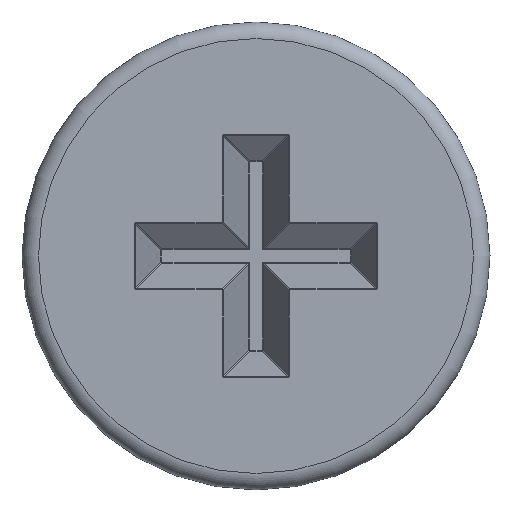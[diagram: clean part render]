
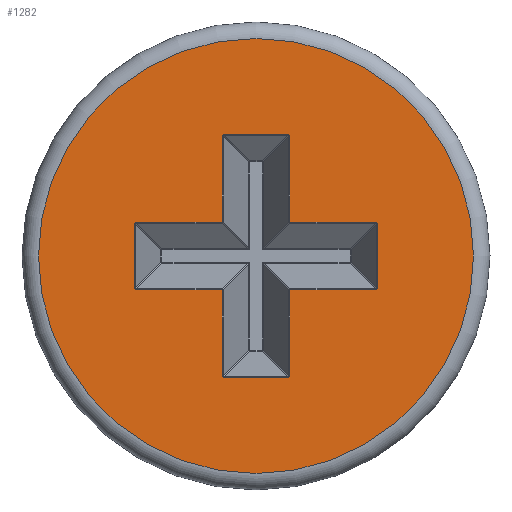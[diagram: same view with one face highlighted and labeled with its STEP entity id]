
A CAD part, front view. The second image highlights one B-rep face of the part: STEP entity #1282.
In plain terms, the highlighted planar face has unit normal (0, -1, 0).
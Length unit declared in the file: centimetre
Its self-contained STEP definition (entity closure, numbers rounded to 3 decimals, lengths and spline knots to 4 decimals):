
#122=PLANE('',#1807);
#132=VECTOR('',#1342,1.);
#134=VECTOR('',#1378,1.);
#136=VECTOR('',#1414,1.);
#138=VECTOR('',#1450,1.);
#140=VECTOR('',#1486,1.);
#142=VECTOR('',#1514,1.);
#146=VECTOR('',#1522,1.);
#148=VECTOR('',#1526,1.);
#160=VECTOR('',#1550,1.);
#170=VECTOR('',#1570,1.);
#180=VECTOR('',#1590,1.);
#190=VECTOR('',#1610,1.);
#206=LINE('',#1983,#132);
#208=LINE('',#2197,#134);
#210=LINE('',#2289,#136);
#212=LINE('',#2442,#138);
#214=LINE('',#2656,#140);
#216=LINE('',#2741,#142);
#220=LINE('',#2747,#146);
#222=LINE('',#2750,#148);
#234=LINE('',#2768,#160);
#244=LINE('',#2783,#170);
#254=LINE('',#2798,#180);
#264=LINE('',#2813,#190);
#320=ELLIPSE('',#1679,0.0057,0.0051);
#322=ELLIPSE('',#1696,0.0057,0.0051);
#326=ELLIPSE('',#1704,0.0057,0.0051);
#328=ELLIPSE('',#1721,0.0057,0.0051);
#332=ELLIPSE('',#1730,0.0057,0.0051);
#334=ELLIPSE('',#1747,0.0057,0.0051);
#338=ELLIPSE('',#1755,0.0057,0.0051);
#339=ELLIPSE('',#1766,0.0057,0.0051);
#366=VERTEX_POINT('',#1964);
#367=VERTEX_POINT('',#1966);
#373=VERTEX_POINT('',#1980);
#379=VERTEX_POINT('',#2056);
#380=VERTEX_POINT('',#2058);
#387=VERTEX_POINT('',#2192);
#388=VERTEX_POINT('',#2194);
#394=VERTEX_POINT('',#2211);
#400=VERTEX_POINT('',#2284);
#401=VERTEX_POINT('',#2286);
#408=VERTEX_POINT('',#2423);
#409=VERTEX_POINT('',#2425);
#415=VERTEX_POINT('',#2439);
#421=VERTEX_POINT('',#2515);
#422=VERTEX_POINT('',#2517);
#429=VERTEX_POINT('',#2651);
#430=VERTEX_POINT('',#2653);
#436=VERTEX_POINT('',#2670);
#437=VERTEX_POINT('',#2733);
#438=VERTEX_POINT('',#2734);
#441=VERTEX_POINT('',#2841);
#513=CIRCLE('',#1808,0.5028);
#527=EDGE_CURVE('',#366,#367,#320,.T.);
#535=EDGE_CURVE('',#367,#373,#206,.T.);
#542=EDGE_CURVE('',#379,#380,#322,.T.);
#550=EDGE_CURVE('',#387,#388,#326,.T.);
#552=EDGE_CURVE('',#373,#387,#208,.T.);
#565=EDGE_CURVE('',#400,#401,#328,.T.);
#567=EDGE_CURVE('',#388,#400,#210,.T.);
#575=EDGE_CURVE('',#408,#409,#332,.T.);
#583=EDGE_CURVE('',#401,#415,#212,.T.);
#590=EDGE_CURVE('',#421,#422,#334,.T.);
#598=EDGE_CURVE('',#429,#430,#338,.T.);
#600=EDGE_CURVE('',#415,#429,#214,.T.);
#608=EDGE_CURVE('',#437,#438,#339,.T.);
#612=EDGE_CURVE('',#438,#436,#216,.T.);
#616=EDGE_CURVE('',#430,#437,#220,.T.);
#618=EDGE_CURVE('',#436,#421,#222,.T.);
#630=EDGE_CURVE('',#422,#408,#234,.T.);
#640=EDGE_CURVE('',#409,#394,#244,.T.);
#650=EDGE_CURVE('',#394,#379,#254,.T.);
#660=EDGE_CURVE('',#380,#366,#264,.T.);
#674=EDGE_CURVE('',#441,#441,#513,.T.);
#956=ORIENTED_EDGE('',*,*,#674,.F.);
#957=ORIENTED_EDGE('',*,*,#608,.F.);
#958=ORIENTED_EDGE('',*,*,#616,.F.);
#959=ORIENTED_EDGE('',*,*,#598,.F.);
#960=ORIENTED_EDGE('',*,*,#600,.F.);
#961=ORIENTED_EDGE('',*,*,#583,.F.);
#962=ORIENTED_EDGE('',*,*,#565,.F.);
#963=ORIENTED_EDGE('',*,*,#567,.F.);
#964=ORIENTED_EDGE('',*,*,#550,.F.);
#965=ORIENTED_EDGE('',*,*,#552,.F.);
#966=ORIENTED_EDGE('',*,*,#535,.F.);
#967=ORIENTED_EDGE('',*,*,#527,.F.);
#968=ORIENTED_EDGE('',*,*,#660,.F.);
#969=ORIENTED_EDGE('',*,*,#542,.F.);
#970=ORIENTED_EDGE('',*,*,#650,.F.);
#971=ORIENTED_EDGE('',*,*,#640,.F.);
#972=ORIENTED_EDGE('',*,*,#575,.F.);
#973=ORIENTED_EDGE('',*,*,#630,.F.);
#974=ORIENTED_EDGE('',*,*,#590,.F.);
#975=ORIENTED_EDGE('',*,*,#618,.F.);
#976=ORIENTED_EDGE('',*,*,#612,.F.);
#1106=EDGE_LOOP('',(#956));
#1107=EDGE_LOOP('',(#957,#958,#959,#960,#961,#962,#963,#964,#965,#966,#967,
#968,#969,#970,#971,#972,#973,#974,#975,#976));
#1194=FACE_BOUND('',#1106,.T.);
#1195=FACE_BOUND('',#1107,.T.);
#1282=ADVANCED_FACE('',(#1194,#1195),#122,.F.);
#1320=DIRECTION('',(0.,-1.,0.));
#1321=DIRECTION('',(0.004,0.,-0.004));
#1342=DIRECTION('',(0.,0.,1.));
#1356=DIRECTION('',(0.,-1.,0.));
#1357=DIRECTION('',(-0.004,0.,-0.004));
#1372=DIRECTION('',(0.,-1.,0.));
#1373=DIRECTION('',(0.004,0.,-0.004));
#1378=DIRECTION('',(1.,0.,0.));
#1408=DIRECTION('',(0.,-1.,0.));
#1409=DIRECTION('',(0.004,0.,0.004));
#1414=DIRECTION('',(0.,0.,1.));
#1428=DIRECTION('',(0.,-1.,0.));
#1429=DIRECTION('',(-0.004,0.,-0.004));
#1450=DIRECTION('',(-1.,0.,0.));
#1464=DIRECTION('',(0.,-1.,0.));
#1465=DIRECTION('',(-0.004,0.,0.004));
#1480=DIRECTION('',(0.,-1.,0.));
#1481=DIRECTION('',(0.004,0.,0.004));
#1486=DIRECTION('',(0.,0.,1.));
#1504=DIRECTION('',(0.,-1.,0.));
#1505=DIRECTION('',(-0.004,0.,0.004));
#1514=DIRECTION('',(0.,0.,-1.));
#1522=DIRECTION('',(-1.,0.,0.));
#1526=DIRECTION('',(-1.,0.,0.));
#1550=DIRECTION('',(0.,0.,-1.));
#1570=DIRECTION('',(1.,0.,0.));
#1590=DIRECTION('',(0.,0.,-1.));
#1610=DIRECTION('',(1.,0.,0.));
#1642=DIRECTION('',(0.,1.,0.));
#1643=DIRECTION('',(0.,1.,0.));
#1644=DIRECTION('',(-0.503,0.,0.));
#1679=AXIS2_PLACEMENT_3D('',#1965,#1320,#1321);
#1696=AXIS2_PLACEMENT_3D('',#2057,#1356,#1357);
#1704=AXIS2_PLACEMENT_3D('',#2193,#1372,#1373);
#1721=AXIS2_PLACEMENT_3D('',#2285,#1408,#1409);
#1730=AXIS2_PLACEMENT_3D('',#2424,#1428,#1429);
#1747=AXIS2_PLACEMENT_3D('',#2516,#1464,#1465);
#1755=AXIS2_PLACEMENT_3D('',#2652,#1480,#1481);
#1766=AXIS2_PLACEMENT_3D('',#2732,#1504,#1505);
#1807=AXIS2_PLACEMENT_3D('',#2839,#1642,$);
#1808=AXIS2_PLACEMENT_3D('',#2840,#1643,#1644);
#1964=CARTESIAN_POINT('',(0.0732,0.,-0.2812));
#1965=CARTESIAN_POINT('',(0.0726,0.,-0.2758));
#1966=CARTESIAN_POINT('',(0.078,0.,-0.2764));
#1980=CARTESIAN_POINT('',(0.078,0.,-0.078));
#1983=CARTESIAN_POINT('',(0.078,0.,-0.1397));
#2056=CARTESIAN_POINT('',(-0.078,0.,-0.2764));
#2057=CARTESIAN_POINT('',(-0.0726,0.,-0.2758));
#2058=CARTESIAN_POINT('',(-0.0732,0.,-0.2812));
#2192=CARTESIAN_POINT('',(0.2764,0.,-0.078));
#2193=CARTESIAN_POINT('',(0.2758,0.,-0.0726));
#2194=CARTESIAN_POINT('',(0.2812,0.,-0.0732));
#2197=CARTESIAN_POINT('',(0.0381,0.,-0.078));
#2211=CARTESIAN_POINT('',(-0.078,0.,-0.078));
#2284=CARTESIAN_POINT('',(0.2812,0.,0.0732));
#2285=CARTESIAN_POINT('',(0.2758,0.,0.0726));
#2286=CARTESIAN_POINT('',(0.2764,0.,0.078));
#2289=CARTESIAN_POINT('',(0.2812,0.,-0.0381));
#2423=CARTESIAN_POINT('',(-0.2812,0.,-0.0732));
#2424=CARTESIAN_POINT('',(-0.2758,0.,-0.0726));
#2425=CARTESIAN_POINT('',(-0.2764,0.,-0.078));
#2439=CARTESIAN_POINT('',(0.078,0.,0.078));
#2442=CARTESIAN_POINT('',(0.1397,0.,0.078));
#2515=CARTESIAN_POINT('',(-0.2764,0.,0.078));
#2516=CARTESIAN_POINT('',(-0.2758,0.,0.0726));
#2517=CARTESIAN_POINT('',(-0.2812,0.,0.0732));
#2651=CARTESIAN_POINT('',(0.078,0.,0.2764));
#2652=CARTESIAN_POINT('',(0.0726,0.,0.2758));
#2653=CARTESIAN_POINT('',(0.0732,0.,0.2812));
#2656=CARTESIAN_POINT('',(0.078,0.,0.0381));
#2670=CARTESIAN_POINT('',(-0.078,0.,0.078));
#2732=CARTESIAN_POINT('',(-0.0726,0.,0.2758));
#2733=CARTESIAN_POINT('',(-0.0732,0.,0.2812));
#2734=CARTESIAN_POINT('',(-0.078,0.,0.2764));
#2741=CARTESIAN_POINT('',(-0.078,0.,0.1397));
#2747=CARTESIAN_POINT('',(0.0381,0.,0.2812));
#2750=CARTESIAN_POINT('',(-0.0381,0.,0.078));
#2768=CARTESIAN_POINT('',(-0.2812,0.,0.0381));
#2783=CARTESIAN_POINT('',(-0.1397,0.,-0.078));
#2798=CARTESIAN_POINT('',(-0.078,0.,-0.0381));
#2813=CARTESIAN_POINT('',(-0.0381,0.,-0.2812));
#2839=CARTESIAN_POINT('',(0.,0.,0.));
#2840=CARTESIAN_POINT('',(0.,0.,0.));
#2841=CARTESIAN_POINT('',(0.5028,0.,0.));
